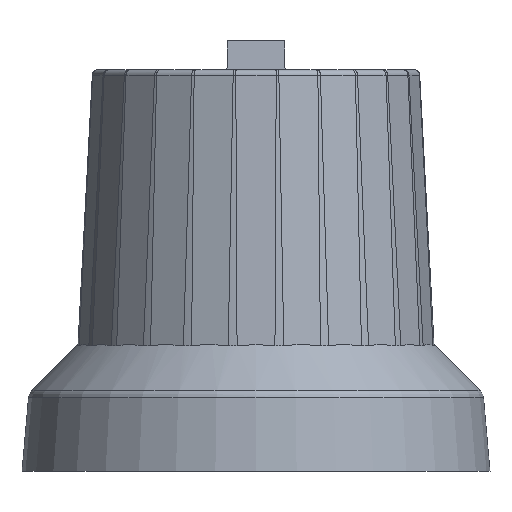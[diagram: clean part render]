
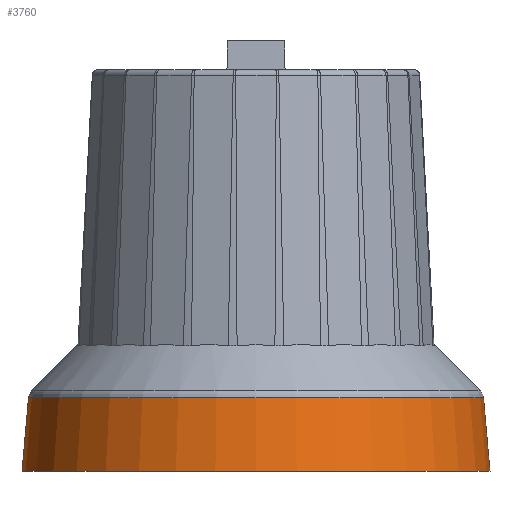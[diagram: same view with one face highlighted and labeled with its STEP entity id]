
A CAD part, front view. The second image highlights one B-rep face of the part: STEP entity #3760.
In plain terms, the highlighted conical face has half-angle 5 degrees and reference radius 8.1 mm.
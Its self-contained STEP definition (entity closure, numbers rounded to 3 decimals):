
#3708=CARTESIAN_POINT('',(-0.0,-8.1,0.0));
#3709=VERTEX_POINT('',#3708);
#3710=CARTESIAN_POINT('',(-0.0,-0.0,0.0));
#3711=DIRECTION('',(-0.0,0.0,1.0));
#3712=DIRECTION('',(0.0,-1.0,0.0));
#3713=AXIS2_PLACEMENT_3D('',#3710,#3711,#3712);
#3714=CIRCLE('',#3713,8.1);
#3715=EDGE_CURVE('n� 8',#3709,#3709,#3714,.T.);
#3728=CARTESIAN_POINT('',(-0.0,-7.878,2.535));
#3729=VERTEX_POINT('',#3728);
#3730=CARTESIAN_POINT('',(-0.0,-0.0,2.535));
#3731=DIRECTION('',(0.0,-0.0,-1.0));
#3732=DIRECTION('',(0.0,-1.0,-0.0));
#3733=AXIS2_PLACEMENT_3D('',#3730,#3731,#3732);
#3734=CIRCLE('',#3733,7.878);
#3735=EDGE_CURVE('n� 14',#3729,#3729,#3734,.T.);
#3749=ORIENTED_EDGE('',*,*,#3735,.T.);
#3750=EDGE_LOOP('',(#3749));
#3751=FACE_OUTER_BOUND('',#3750,.T.);
#3752=ORIENTED_EDGE('',*,*,#3715,.T.);
#3753=EDGE_LOOP('',(#3752));
#3754=FACE_BOUND('',#3753,.T.);
#3755=CARTESIAN_POINT('',(-0.0,-0.0,0.0));
#3756=DIRECTION('',(0.0,-0.0,-1.0));
#3757=DIRECTION('',(0.0,-1.0,0.0));
#3758=AXIS2_PLACEMENT_3D('',#3755,#3756,#3757);
#3759=CONICAL_SURFACE('',#3758,8.1,0.087);
#3760=ADVANCED_FACE('n� 2',(#3751,#3754),#3759,.T.);
